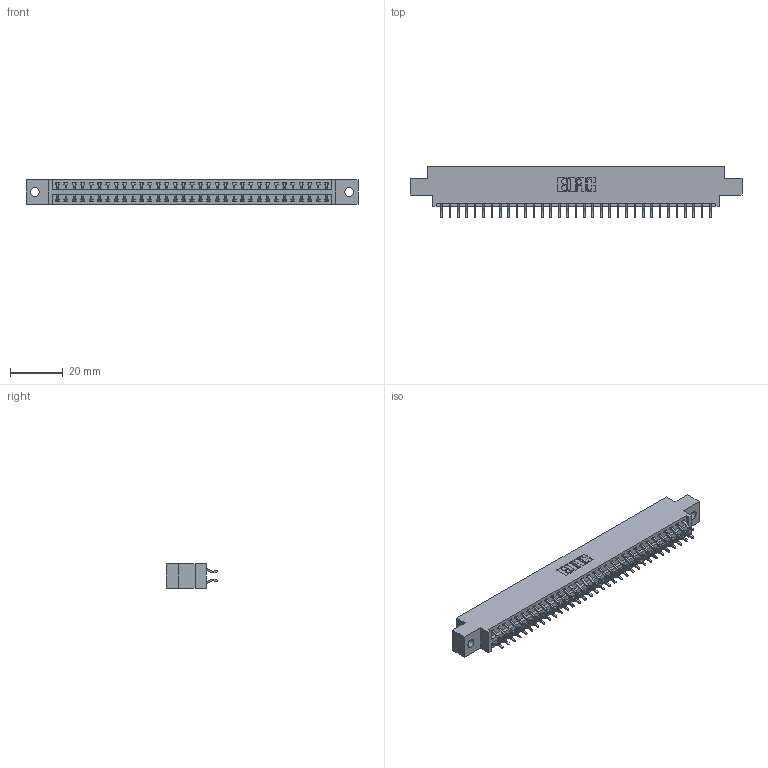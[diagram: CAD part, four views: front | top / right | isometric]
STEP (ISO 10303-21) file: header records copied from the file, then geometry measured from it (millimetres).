
FILE_DESCRIPTION (( 'STEP AP203' ), '1' );
FILE_NAME ('396-066-556-802.STEP', '2019-11-02T10:12:32', ( '' ), ( '' ), 'SwSTEP 2.0', 'SolidWorks 2016', '' );
FILE_SCHEMA (( 'CONFIG_CONTROL_DESIGN' ));
Length unit declared in the file: inch
Products named in the file (3): 346 Part_0.170 Offset - 0.128 Dia; 345-292-001_556 Tail; 396-066-556-802
Assembly tree (67 placements, depth 2):
  396-066-556-802
    346 Part_0.170 Offset - 0.128 Dia
    345-292-001_556 Tail  x66
Bounding box: 125.35 x 19.57 x 9.4 mm (x, y, z)
Volume: 11959.3 mm3; surface area: 16146.4 mm2
Topology: 67 solids, 67 shells, 3954 faces, 11759 edges, 7750 vertices
Faces by surface type: plane 2654, cylinder 1300
Entity records: 23103 total; most frequent: CARTESIAN_POINT 3836, ORIENTED_EDGE 3758, DIRECTION 3419, EDGE_CURVE 1879, VECTOR 1607, LINE 1607, VERTEX_POINT 1250, AXIS2_PLACEMENT_3D 906
